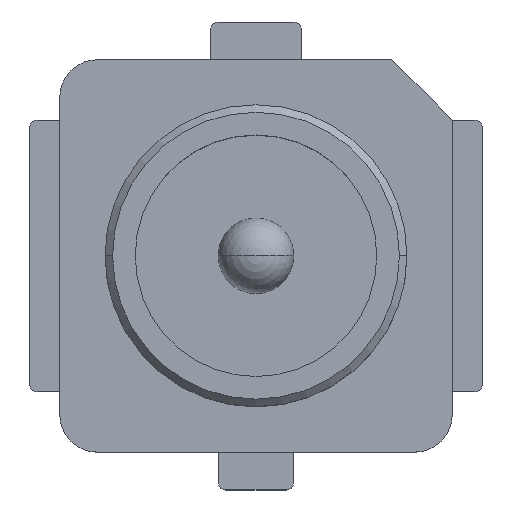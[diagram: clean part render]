
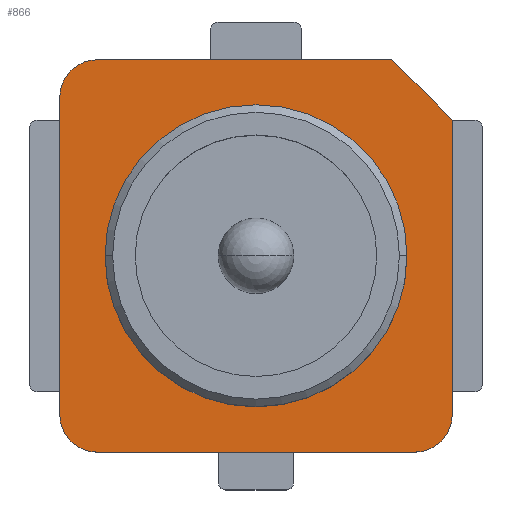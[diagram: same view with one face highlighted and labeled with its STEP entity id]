
A CAD part, top view. The second image highlights one B-rep face of the part: STEP entity #866.
In plain terms, the highlighted planar face has unit normal (0, 0, 1).
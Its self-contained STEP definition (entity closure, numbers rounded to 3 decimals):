
#163=CARTESIAN_POINT('',(-1.05,1.05,-0.88));
#164=DIRECTION('',(0.,0.,1.));
#165=DIRECTION('',(0.,1.,0.));
#166=AXIS2_PLACEMENT_3D('',#163,#164,#165);
#168=DIRECTION('',(-1.,0.,0.));
#169=VECTOR('',#168,1.95);
#170=CARTESIAN_POINT('',(0.9,1.3,-0.88));
#171=LINE('',#170,#169);
#172=DIRECTION('',(-0.707,0.707,0.));
#173=VECTOR('',#172,0.566);
#174=CARTESIAN_POINT('',(1.3,0.9,-0.88));
#175=LINE('',#174,#173);
#176=DIRECTION('',(0.,1.,0.));
#177=VECTOR('',#176,1.95);
#178=CARTESIAN_POINT('',(1.3,-1.05,-0.88));
#179=LINE('',#178,#177);
#180=CARTESIAN_POINT('',(1.05,-1.05,-0.88));
#181=DIRECTION('',(0.,0.,1.));
#182=DIRECTION('',(0.,-1.,0.));
#183=AXIS2_PLACEMENT_3D('',#180,#181,#182);
#185=DIRECTION('',(1.,0.,0.));
#186=VECTOR('',#185,2.1);
#187=CARTESIAN_POINT('',(-1.05,-1.3,-0.88));
#188=LINE('',#187,#186);
#189=CARTESIAN_POINT('',(-1.05,-1.05,-0.88));
#190=DIRECTION('',(0.,0.,1.));
#191=DIRECTION('',(-1.,0.,0.));
#192=AXIS2_PLACEMENT_3D('',#189,#190,#191);
#194=DIRECTION('',(0.,-1.,0.));
#195=VECTOR('',#194,2.1);
#196=CARTESIAN_POINT('',(-1.3,1.05,-0.88));
#197=LINE('',#196,#195);
#580=CARTESIAN_POINT('',(0.,0.,-0.88));
#581=DIRECTION('',(0.,0.,1.));
#582=DIRECTION('',(1.,0.,0.));
#583=AXIS2_PLACEMENT_3D('',#580,#581,#582);
#602=CARTESIAN_POINT('',(0.,0.,-0.88));
#603=DIRECTION('',(0.,0.,1.));
#604=DIRECTION('',(-1.,0.,0.));
#605=AXIS2_PLACEMENT_3D('',#602,#603,#604);
#666=CARTESIAN_POINT('',(-1.05,1.3,-0.88));
#667=CARTESIAN_POINT('',(-1.3,1.05,-0.88));
#668=VERTEX_POINT('',#666);
#669=VERTEX_POINT('',#667);
#670=CARTESIAN_POINT('',(-1.3,-1.05,-0.88));
#671=VERTEX_POINT('',#670);
#672=CARTESIAN_POINT('',(-1.05,-1.3,-0.88));
#673=VERTEX_POINT('',#672);
#674=CARTESIAN_POINT('',(1.05,-1.3,-0.88));
#675=VERTEX_POINT('',#674);
#676=CARTESIAN_POINT('',(1.3,-1.05,-0.88));
#677=VERTEX_POINT('',#676);
#678=CARTESIAN_POINT('',(1.3,0.9,-0.88));
#679=VERTEX_POINT('',#678);
#680=CARTESIAN_POINT('',(0.9,1.3,-0.88));
#681=VERTEX_POINT('',#680);
#682=CARTESIAN_POINT('',(1.,0.,-0.88));
#683=CARTESIAN_POINT('',(-1.,0.,-0.88));
#684=VERTEX_POINT('',#682);
#685=VERTEX_POINT('',#683);
#837=CARTESIAN_POINT('',(0.,0.,-0.88));
#838=DIRECTION('',(0.,0.,1.));
#839=DIRECTION('',(1.,0.,0.));
#840=AXIS2_PLACEMENT_3D('',#837,#838,#839);
#841=PLANE('',#840);
#843=ORIENTED_EDGE('',*,*,#842,.F.);
#845=ORIENTED_EDGE('',*,*,#844,.F.);
#847=ORIENTED_EDGE('',*,*,#846,.F.);
#849=ORIENTED_EDGE('',*,*,#848,.F.);
#851=ORIENTED_EDGE('',*,*,#850,.F.);
#853=ORIENTED_EDGE('',*,*,#852,.F.);
#855=ORIENTED_EDGE('',*,*,#854,.F.);
#857=ORIENTED_EDGE('',*,*,#856,.F.);
#858=EDGE_LOOP('',(#843,#845,#847,#849,#851,#853,#855,#857));
#859=FACE_OUTER_BOUND('',#858,.F.);
#861=ORIENTED_EDGE('',*,*,#860,.T.);
#863=ORIENTED_EDGE('',*,*,#862,.T.);
#864=EDGE_LOOP('',(#861,#863));
#865=FACE_BOUND('',#864,.F.);
#167=CIRCLE('',#166,0.25);
#184=CIRCLE('',#183,0.25);
#193=CIRCLE('',#192,0.25);
#584=CIRCLE('',#583,1.);
#606=CIRCLE('',#605,1.);
#842=EDGE_CURVE('',#668,#669,#167,.T.);
#844=EDGE_CURVE('',#681,#668,#171,.T.);
#846=EDGE_CURVE('',#679,#681,#175,.T.);
#848=EDGE_CURVE('',#677,#679,#179,.T.);
#850=EDGE_CURVE('',#675,#677,#184,.T.);
#852=EDGE_CURVE('',#673,#675,#188,.T.);
#854=EDGE_CURVE('',#671,#673,#193,.T.);
#856=EDGE_CURVE('',#669,#671,#197,.T.);
#860=EDGE_CURVE('',#684,#685,#584,.T.);
#862=EDGE_CURVE('',#685,#684,#606,.T.);
#866=ADVANCED_FACE('',(#859,#865),#841,.T.);
